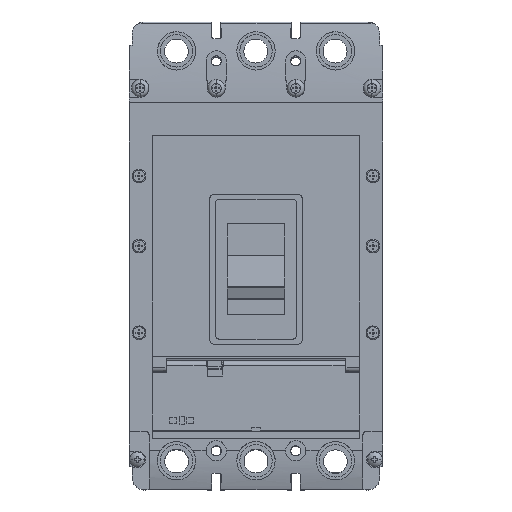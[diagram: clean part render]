
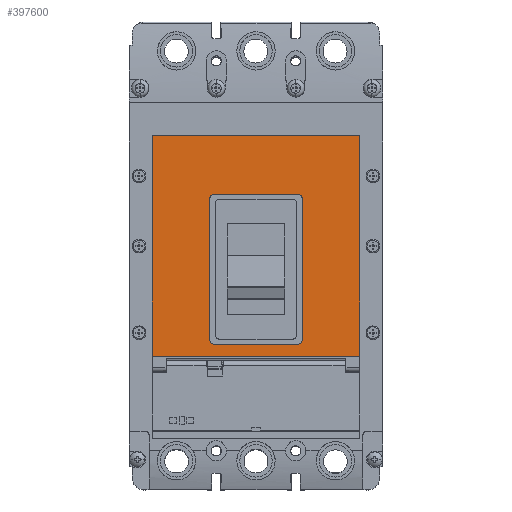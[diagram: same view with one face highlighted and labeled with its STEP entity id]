
A CAD part, top view. The second image highlights one B-rep face of the part: STEP entity #397600.
In plain terms, the highlighted face is planar.
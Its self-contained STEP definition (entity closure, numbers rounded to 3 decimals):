
#272000=CARTESIAN_POINT('',(40.14,73.431,-57.1));
#272010=VERTEX_POINT('',#272000);
#272040=CARTESIAN_POINT('',(40.14,0.,-57.1));
#272050=DIRECTION('',(0.,-1.,-0.));
#272060=VECTOR('',#272050,1.);
#272070=LINE('',#272040,#272060);
#272080=CARTESIAN_POINT('',(40.14,194.7,-57.1));
#272090=VERTEX_POINT('',#272080);
#272100=EDGE_CURVE('',#272090,#272010,#272070,.T.);
#316280=CARTESIAN_POINT('',(40.14,194.7,0.));
#316290=DIRECTION('',(-1.,0.,0.));
#316300=DIRECTION('',(0.,1.,0.));
#316310=AXIS2_PLACEMENT_3D('',#316280,#316290,#316300);
#316320=PLANE('',#316310);
#316340=CARTESIAN_POINT('',(40.14,0.,57.1));
#316350=DIRECTION('',(0.,1.,0.));
#316360=VECTOR('',#316350,1.);
#316370=LINE('',#316340,#316360);
#316570=CARTESIAN_POINT('',(40.14,194.7,0.));
#316580=DIRECTION('',(-0.,0.,1.));
#316590=VECTOR('',#316580,1.);
#316600=LINE('',#316570,#316590);
#316610=CARTESIAN_POINT('',(40.14,194.7,57.1));
#316620=VERTEX_POINT('',#316610);
#316630=EDGE_CURVE('',#272090,#316620,#316600,.T.);
#341020=CARTESIAN_POINT('',(40.14,73.431,57.1));
#341030=VERTEX_POINT('',#341020);
#341730=EDGE_CURVE('',#341030,#316620,#316370,.T.);
#393400=CARTESIAN_POINT('',(40.14,162.48,-22.99));
#393410=VERTEX_POINT('',#393400);
#393490=CARTESIAN_POINT('',(40.14,162.48,22.99));
#393500=VERTEX_POINT('',#393490);
#393530=CARTESIAN_POINT('',(40.14,162.48,0.));
#393540=DIRECTION('',(0.,0.,1.));
#393550=VECTOR('',#393540,1.);
#393560=LINE('',#393530,#393550);
#393570=EDGE_CURVE('',#393410,#393500,#393560,.T.);
#393730=CARTESIAN_POINT('',(40.14,160.07,25.4));
#393740=VERTEX_POINT('',#393730);
#393770=CARTESIAN_POINT('',(40.14,160.07,22.99));
#393780=DIRECTION('',(1.,0.,0.));
#393790=DIRECTION('',(0.,0.,-1.));
#393800=AXIS2_PLACEMENT_3D('',#393770,#393780,#393790);
#393810=CIRCLE('',#393800,2.41);
#393820=EDGE_CURVE('',#393500,#393740,#393810,.T.);
#393980=CARTESIAN_POINT('',(40.14,82.39,25.4));
#393990=VERTEX_POINT('',#393980);
#394020=CARTESIAN_POINT('',(40.14,0.,25.4));
#394030=DIRECTION('',(-0.,-1.,0.));
#394040=VECTOR('',#394030,1.);
#394050=LINE('',#394020,#394040);
#394060=EDGE_CURVE('',#393740,#393990,#394050,.T.);
#394220=CARTESIAN_POINT('',(40.14,79.98,22.99));
#394230=VERTEX_POINT('',#394220);
#394260=CARTESIAN_POINT('',(40.14,82.39,22.99));
#394270=DIRECTION('',(1.,0.,0.));
#394280=DIRECTION('',(0.,0.,-1.));
#394290=AXIS2_PLACEMENT_3D('',#394260,#394270,#394280);
#394300=CIRCLE('',#394290,2.41);
#394310=EDGE_CURVE('',#393990,#394230,#394300,.T.);
#394470=CARTESIAN_POINT('',(40.14,79.98,-22.99));
#394480=VERTEX_POINT('',#394470);
#394510=CARTESIAN_POINT('',(40.14,79.98,0.));
#394520=DIRECTION('',(0.,0.,-1.));
#394530=VECTOR('',#394520,1.);
#394540=LINE('',#394510,#394530);
#394550=EDGE_CURVE('',#394230,#394480,#394540,.T.);
#394710=CARTESIAN_POINT('',(40.14,82.39,-25.4));
#394720=VERTEX_POINT('',#394710);
#394750=CARTESIAN_POINT('',(40.14,82.39,-22.99));
#394760=DIRECTION('',(1.,0.,0.));
#394770=DIRECTION('',(0.,0.,-1.));
#394780=AXIS2_PLACEMENT_3D('',#394750,#394760,#394770);
#394790=CIRCLE('',#394780,2.41);
#394800=EDGE_CURVE('',#394480,#394720,#394790,.T.);
#394960=CARTESIAN_POINT('',(40.14,160.07,-25.4));
#394970=VERTEX_POINT('',#394960);
#395000=CARTESIAN_POINT('',(40.14,0.,-25.4));
#395010=DIRECTION('',(0.,1.,0.));
#395020=VECTOR('',#395010,1.);
#395030=LINE('',#395000,#395020);
#395040=EDGE_CURVE('',#394720,#394970,#395030,.T.);
#395170=CARTESIAN_POINT('',(40.14,160.07,-22.99));
#395180=DIRECTION('',(1.,0.,0.));
#395190=DIRECTION('',(0.,0.,-1.));
#395200=AXIS2_PLACEMENT_3D('',#395170,#395180,#395190);
#395210=CIRCLE('',#395200,2.41);
#395220=EDGE_CURVE('',#394970,#393410,#395210,.T.);
#397390=ORIENTED_EDGE('',*,*,#341730,.F.);
#397400=ORIENTED_EDGE('',*,*,#316630,.T.);
#397410=ORIENTED_EDGE('',*,*,#272100,.F.);
#397420=CARTESIAN_POINT('',(40.14,73.431,0.));
#397430=DIRECTION('',(0.,0.,1.));
#397440=VECTOR('',#397430,1.);
#397450=LINE('',#397420,#397440);
#397460=EDGE_CURVE('',#272010,#341030,#397450,.T.);
#397470=ORIENTED_EDGE('',*,*,#397460,.F.);
#397480=EDGE_LOOP('',(#397470,#397410,#397400,#397390));
#397490=FACE_OUTER_BOUND('',#397480,.T.);
#397500=ORIENTED_EDGE('',*,*,#393570,.F.);
#397510=ORIENTED_EDGE('',*,*,#393820,.F.);
#397520=ORIENTED_EDGE('',*,*,#394060,.F.);
#397530=ORIENTED_EDGE('',*,*,#394310,.F.);
#397540=ORIENTED_EDGE('',*,*,#394550,.F.);
#397550=ORIENTED_EDGE('',*,*,#394800,.F.);
#397560=ORIENTED_EDGE('',*,*,#395040,.F.);
#397570=ORIENTED_EDGE('',*,*,#395220,.F.);
#397580=EDGE_LOOP('',(#397570,#397560,#397550,#397540,#397530,#397520,
#397510,#397500));
#397590=FACE_BOUND('',#397580,.T.);
#397600=ADVANCED_FACE('',(#397490,#397590),#316320,.F.);
